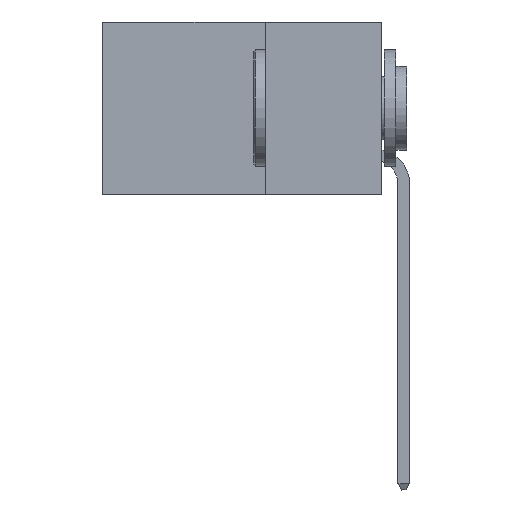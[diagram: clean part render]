
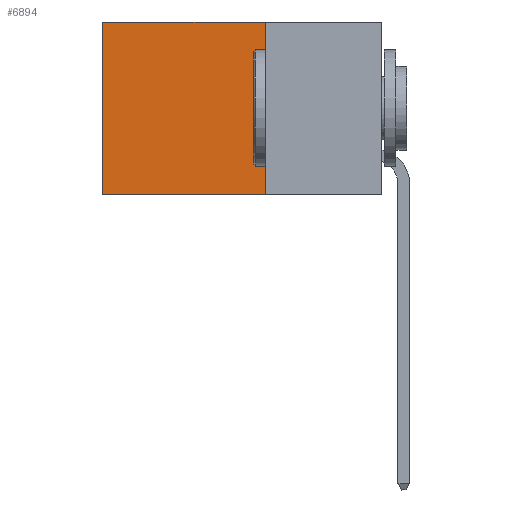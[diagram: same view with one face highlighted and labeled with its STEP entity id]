
A CAD part, left-side view. The second image highlights one B-rep face of the part: STEP entity #6894.
In plain terms, the highlighted planar face has unit normal (-1, 0, 0).
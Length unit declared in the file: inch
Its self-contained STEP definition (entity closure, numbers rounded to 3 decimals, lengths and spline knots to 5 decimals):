
#394 = VECTOR ( 'NONE', #5646, 39.37008 ) ;
#582 = LINE ( 'NONE', #12383, #11731 ) ;
#668 = DIRECTION ( 'NONE',  ( 0., 0., -1. ) ) ;
#1663 = EDGE_LOOP ( 'NONE', ( #5725, #2316, #10496, #4609 ) ) ;
#1724 = EDGE_CURVE ( 'NONE', #6880, #14729, #5989, .T. ) ;
#1959 = CARTESIAN_POINT ( 'NONE',  ( 0.2875, 0.25, 0. ) ) ;
#2316 = ORIENTED_EDGE ( 'NONE', *, *, #12972, .F. ) ;
#2800 = CARTESIAN_POINT ( 'NONE',  ( 0.2875, 0.25, 0. ) ) ;
#3621 = EDGE_CURVE ( 'NONE', #9636, #14322, #582, .T. ) ;
#4609 = ORIENTED_EDGE ( 'NONE', *, *, #8370, .T. ) ;
#4794 = CARTESIAN_POINT ( 'NONE',  ( 0.2875, 0.25, -0.37 ) ) ;
#4810 = CARTESIAN_POINT ( 'NONE',  ( 0.2875, 0.6, 0. ) ) ;
#5389 = CARTESIAN_POINT ( 'NONE',  ( 0.2875, 0.25, 0. ) ) ;
#5646 = DIRECTION ( 'NONE',  ( 0., 1., 0. ) ) ;
#5725 = ORIENTED_EDGE ( 'NONE', *, *, #3621, .T. ) ;
#5989 = LINE ( 'NONE', #2800, #14826 ) ;
#6317 = DIRECTION ( 'NONE',  ( 0., 0., -1. ) ) ;
#6880 = VERTEX_POINT ( 'NONE', #1959 ) ;
#6894 = ADVANCED_FACE ( 'NONE', ( #14845 ), #15137, .F. ) ;
#7875 = VECTOR ( 'NONE', #10904, 39.37008 ) ;
#8043 = CARTESIAN_POINT ( 'NONE',  ( 0.2875, 0.6, -0.37 ) ) ;
#8370 = EDGE_CURVE ( 'NONE', #6880, #9636, #13256, .T. ) ;
#8510 = CARTESIAN_POINT ( 'NONE',  ( 0.2875, 0.25, -0.37 ) ) ;
#9636 = VERTEX_POINT ( 'NONE', #4810 ) ;
#10496 = ORIENTED_EDGE ( 'NONE', *, *, #1724, .F. ) ;
#10904 = DIRECTION ( 'NONE',  ( 0., 1., 0. ) ) ;
#11041 = LINE ( 'NONE', #8510, #7875 ) ;
#11205 = DIRECTION ( 'NONE',  ( 0., 0., -1. ) ) ;
#11637 = CARTESIAN_POINT ( 'NONE',  ( 0.2875, 0.25, 0. ) ) ;
#11731 = VECTOR ( 'NONE', #6317, 39.37008 ) ;
#12383 = CARTESIAN_POINT ( 'NONE',  ( 0.2875, 0.6, 0. ) ) ;
#12711 = DIRECTION ( 'NONE',  ( 1., 0., 0. ) ) ;
#12972 = EDGE_CURVE ( 'NONE', #14729, #14322, #11041, .T. ) ;
#13256 = LINE ( 'NONE', #11637, #394 ) ;
#13299 = AXIS2_PLACEMENT_3D ( 'NONE', #5389, #12711, #668 ) ;
#14322 = VERTEX_POINT ( 'NONE', #8043 ) ;
#14729 = VERTEX_POINT ( 'NONE', #4794 ) ;
#14826 = VECTOR ( 'NONE', #11205, 39.37008 ) ;
#14845 = FACE_OUTER_BOUND ( 'NONE', #1663, .T. ) ;
#15137 = PLANE ( 'NONE',  #13299 ) ;
